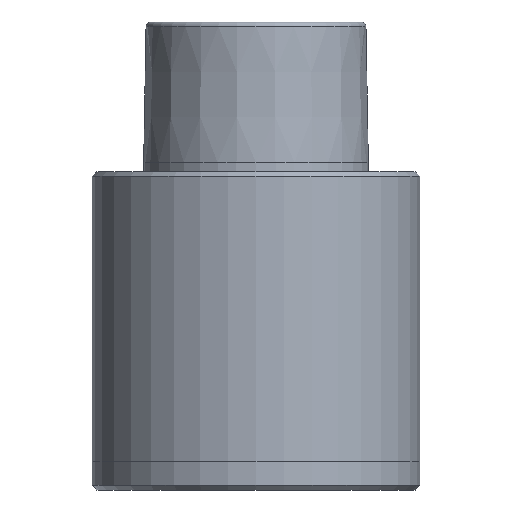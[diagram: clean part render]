
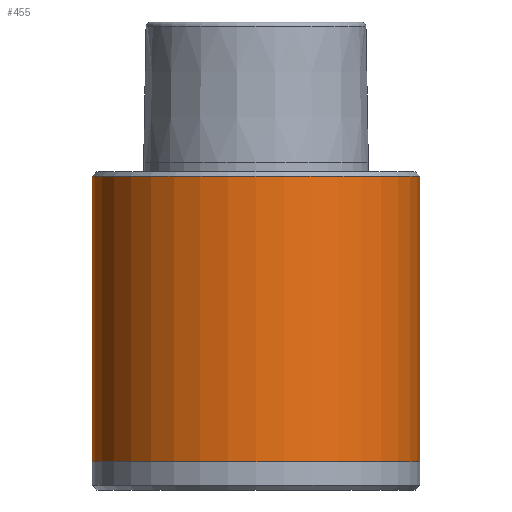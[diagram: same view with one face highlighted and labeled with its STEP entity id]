
A CAD part, front view. The second image highlights one B-rep face of the part: STEP entity #455.
In plain terms, the highlighted cylindrical face has radius 17.5 mm (diameter 35 mm), a partial arc.
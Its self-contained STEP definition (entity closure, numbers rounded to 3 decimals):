
#35 = VERTEX_POINT ( 'NONE', #1301 ) ;
#54 = EDGE_CURVE ( 'NONE', #906, #1029, #183, .T. ) ;
#159 = AXIS2_PLACEMENT_3D ( 'NONE', #322, #1097, #440 ) ;
#177 = LINE ( 'NONE', #1326, #480 ) ;
#183 = CIRCLE ( 'NONE', #1293, 17.5 ) ;
#195 = DIRECTION ( 'NONE',  ( 0., 0., 1. ) ) ;
#222 = CARTESIAN_POINT ( 'NONE',  ( 0., 0., -35. ) ) ;
#260 = VERTEX_POINT ( 'NONE', #653 ) ;
#266 = EDGE_LOOP ( 'NONE', ( #1278, #947, #450, #1294 ) ) ;
#322 = CARTESIAN_POINT ( 'NONE',  ( 0., 0., -1.5 ) ) ;
#440 = DIRECTION ( 'NONE',  ( -1., 0., 0. ) ) ;
#450 = ORIENTED_EDGE ( 'NONE', *, *, #1166, .T. ) ;
#455 = ADVANCED_FACE ( 'NONE', ( #623 ), #1142, .T. ) ;
#460 = CARTESIAN_POINT ( 'NONE',  ( -17.5, 0., -32. ) ) ;
#480 = VECTOR ( 'NONE', #1431, 1000. ) ;
#516 = CARTESIAN_POINT ( 'NONE',  ( -17.5, 0., -35. ) ) ;
#623 = FACE_OUTER_BOUND ( 'NONE', #266, .T. ) ;
#653 = CARTESIAN_POINT ( 'NONE',  ( -17.5, 0., -1.5 ) ) ;
#671 = DIRECTION ( 'NONE',  ( 1., 0., 0. ) ) ;
#783 = DIRECTION ( 'NONE',  ( 0., 0., 1. ) ) ;
#863 = CARTESIAN_POINT ( 'NONE',  ( 0., 0., -32. ) ) ;
#906 = VERTEX_POINT ( 'NONE', #460 ) ;
#947 = ORIENTED_EDGE ( 'NONE', *, *, #54, .T. ) ;
#966 = CARTESIAN_POINT ( 'NONE',  ( 17.5, 0., -32. ) ) ;
#970 = DIRECTION ( 'NONE',  ( 1., 0., 0. ) ) ;
#1029 = VERTEX_POINT ( 'NONE', #966 ) ;
#1085 = AXIS2_PLACEMENT_3D ( 'NONE', #222, #783, #671 ) ;
#1097 = DIRECTION ( 'NONE',  ( 0., 0., -1. ) ) ;
#1102 = VECTOR ( 'NONE', #1394, 1000. ) ;
#1142 = CYLINDRICAL_SURFACE ( 'NONE', #1085, 17.5 ) ;
#1146 = LINE ( 'NONE', #516, #1102 ) ;
#1166 = EDGE_CURVE ( 'NONE', #1029, #35, #177, .T. ) ;
#1247 = EDGE_CURVE ( 'NONE', #906, #260, #1146, .T. ) ;
#1278 = ORIENTED_EDGE ( 'NONE', *, *, #1247, .F. ) ;
#1293 = AXIS2_PLACEMENT_3D ( 'NONE', #863, #195, #970 ) ;
#1294 = ORIENTED_EDGE ( 'NONE', *, *, #1423, .T. ) ;
#1297 = CIRCLE ( 'NONE', #159, 17.5 ) ;
#1301 = CARTESIAN_POINT ( 'NONE',  ( 17.5, 0., -1.5 ) ) ;
#1326 = CARTESIAN_POINT ( 'NONE',  ( 17.5, 0., -35. ) ) ;
#1394 = DIRECTION ( 'NONE',  ( 0., 0., 1. ) ) ;
#1423 = EDGE_CURVE ( 'NONE', #35, #260, #1297, .T. ) ;
#1431 = DIRECTION ( 'NONE',  ( 0., 0., 1. ) ) ;
